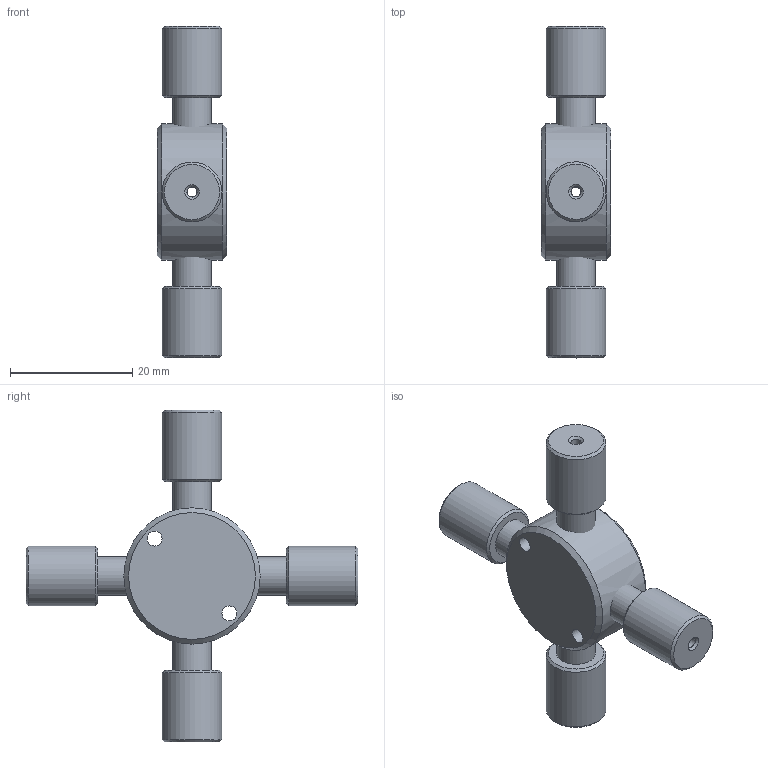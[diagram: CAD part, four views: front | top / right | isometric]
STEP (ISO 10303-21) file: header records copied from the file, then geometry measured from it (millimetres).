
FILE_DESCRIPTION((''),'2;1');
FILE_NAME('305262-CXMPK Low pressure cross.stp','2013-08-19T17:18:10',('Franzp'),(''),'Autodesk Inventor 2013','Autodesk Inventor 2013','');
FILE_SCHEMA(('AUTOMOTIVE_DESIGN { 1 0 10303 214 1 1 1 1 }'));
Length unit declared in the file: millimetre
Products named in the file (1): 305262_Shrinkwrap_1
Bounding box: 11.43 x 54.21 x 54.21 mm (x, y, z)
Surface area: 4457.1 mm2 (no closed solid volume)
Topology: 0 solids, 5 shells, 39 faces, 84 edges, 54 vertices
Faces by surface type: cylinder 15, cone 14, plane 10
Full cylindrical faces by diameter (mm): 1.65 x4, 2.44 x2, 6.35 x4, 9.78 x4, 22.225 x1
Entity records: 1132 total; most frequent: CARTESIAN_POINT 284, DIRECTION 168, ORIENTED_EDGE 88, AXIS2_PLACEMENT_3D 84, EDGE_LOOP 84, VERTEX_POINT 52, EDGE_CURVE 52, FACE_BOUND 45
